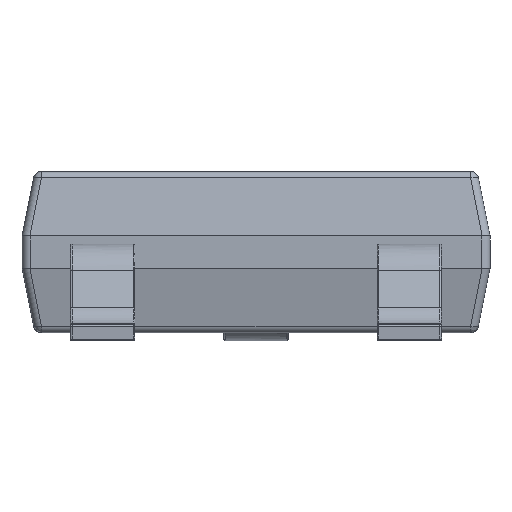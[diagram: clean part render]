
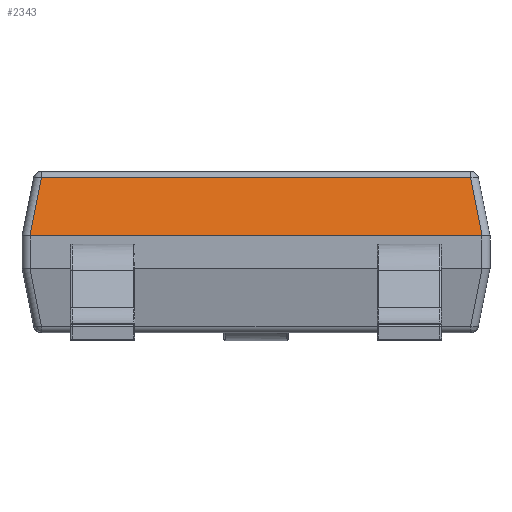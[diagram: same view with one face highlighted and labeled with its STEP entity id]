
A CAD part, left-side view. The second image highlights one B-rep face of the part: STEP entity #2343.
In plain terms, the highlighted free-form (B-spline) face has degree [1, 1] with [2, 2] control points.
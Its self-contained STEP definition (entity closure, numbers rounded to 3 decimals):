
#2045 = EDGE_CURVE('',#2046,#2048,#2050,.T.);
#2046 = VERTEX_POINT('',#2047);
#2047 = CARTESIAN_POINT('',(-0.65,-1.4,0.664));
#2048 = VERTEX_POINT('',#2049);
#2049 = CARTESIAN_POINT('',(-0.65,1.4,0.664));
#2050 = B_SPLINE_CURVE_WITH_KNOTS('',1,(#2051,#2052),.UNSPECIFIED.,.F.,
  .F.,(2,2),(-2.85,-0.05),.PIECEWISE_BEZIER_KNOTS.);
#2051 = CARTESIAN_POINT('',(-0.65,-1.4,0.664));
#2052 = CARTESIAN_POINT('',(-0.65,1.4,0.664));
#2343 = ADVANCED_FACE('',(#2344),#2384,.T.);
#2344 = FACE_BOUND('',#2345,.T.);
#2345 = EDGE_LOOP('',(#2346,#2355,#2362,#2363,#2372,#2379));
#2346 = ORIENTED_EDGE('',*,*,#2347,.T.);
#2347 = EDGE_CURVE('',#2348,#2350,#2352,.T.);
#2348 = VERTEX_POINT('',#2349);
#2349 = CARTESIAN_POINT('',(-0.578,1.329,
    1.024));
#2350 = VERTEX_POINT('',#2351);
#2351 = CARTESIAN_POINT('',(-0.65,1.401,
    0.664));
#2352 = B_SPLINE_CURVE_WITH_KNOTS('',1,(#2353,#2354),.UNSPECIFIED.,.F.,
  .F.,(2,2),(0.296,0.67),.PIECEWISE_BEZIER_KNOTS.);
#2353 = CARTESIAN_POINT('',(-0.578,1.329,
    1.024));
#2354 = CARTESIAN_POINT('',(-0.65,1.401,
    0.664));
#2355 = ORIENTED_EDGE('',*,*,#2356,.T.);
#2356 = EDGE_CURVE('',#2350,#2048,#2357,.T.);
#2357 = ( BOUNDED_CURVE() B_SPLINE_CURVE(3,(#2358,#2359,#2360,#2361),
.UNSPECIFIED.,.F.,.F.) B_SPLINE_CURVE_WITH_KNOTS((4,4),(6.264,
6.283),.PIECEWISE_BEZIER_KNOTS.) CURVE() 
GEOMETRIC_REPRESENTATION_ITEM() RATIONAL_B_SPLINE_CURVE((1.,
1.,1.,1.)) REPRESENTATION_ITEM('') );
#2358 = CARTESIAN_POINT('',(-0.65,1.401,
    0.664));
#2359 = CARTESIAN_POINT('',(-0.65,1.401,
    0.664));
#2360 = CARTESIAN_POINT('',(-0.65,1.4,0.664));
#2361 = CARTESIAN_POINT('',(-0.65,1.4,0.664));
#2362 = ORIENTED_EDGE('',*,*,#2045,.F.);
#2363 = ORIENTED_EDGE('',*,*,#2364,.T.);
#2364 = EDGE_CURVE('',#2046,#2365,#2367,.T.);
#2365 = VERTEX_POINT('',#2366);
#2366 = CARTESIAN_POINT('',(-0.65,-1.401,
    0.664));
#2367 = ( BOUNDED_CURVE() B_SPLINE_CURVE(3,(#2368,#2369,#2370,#2371),
.UNSPECIFIED.,.F.,.F.) B_SPLINE_CURVE_WITH_KNOTS((4,4),(
    0.,0.019),.PIECEWISE_BEZIER_KNOTS.) 
CURVE() GEOMETRIC_REPRESENTATION_ITEM() RATIONAL_B_SPLINE_CURVE((1.,
1.,1.,1.)) REPRESENTATION_ITEM('') );
#2368 = CARTESIAN_POINT('',(-0.65,-1.4,0.664));
#2369 = CARTESIAN_POINT('',(-0.65,-1.4,0.664));
#2370 = CARTESIAN_POINT('',(-0.65,-1.401,
    0.664));
#2371 = CARTESIAN_POINT('',(-0.65,-1.401,
    0.664));
#2372 = ORIENTED_EDGE('',*,*,#2373,.T.);
#2373 = EDGE_CURVE('',#2365,#2374,#2376,.T.);
#2374 = VERTEX_POINT('',#2375);
#2375 = CARTESIAN_POINT('',(-0.578,-1.329,
    1.024));
#2376 = B_SPLINE_CURVE_WITH_KNOTS('',1,(#2377,#2378),.UNSPECIFIED.,.F.,
  .F.,(2,2),(-0.67,-0.296),.PIECEWISE_BEZIER_KNOTS.);
#2377 = CARTESIAN_POINT('',(-0.65,-1.401,
    0.664));
#2378 = CARTESIAN_POINT('',(-0.578,-1.329,
    1.024));
#2379 = ORIENTED_EDGE('',*,*,#2380,.T.);
#2380 = EDGE_CURVE('',#2374,#2348,#2381,.T.);
#2381 = B_SPLINE_CURVE_WITH_KNOTS('',1,(#2382,#2383),.UNSPECIFIED.,.F.,
  .F.,(2,2),(-1.329,1.329),.PIECEWISE_BEZIER_KNOTS.);
#2382 = CARTESIAN_POINT('',(-0.578,-1.329,
    1.024));
#2383 = CARTESIAN_POINT('',(-0.578,1.329,
    1.024));
#2384 = B_SPLINE_SURFACE_WITH_KNOTS('',1,1,(
    (#2385,#2386)
    ,(#2387,#2388
    )),.UNSPECIFIED.,.F.,.F.,.F.,(2,2),(2,2),(-1.401,
    1.401),(0.041,0.408),
  .PIECEWISE_BEZIER_KNOTS.);
#2385 = CARTESIAN_POINT('',(-0.578,-1.401,
    1.024));
#2386 = CARTESIAN_POINT('',(-0.65,-1.401,0.664));
#2387 = CARTESIAN_POINT('',(-0.578,1.401,
    1.024));
#2388 = CARTESIAN_POINT('',(-0.65,1.401,0.664));
